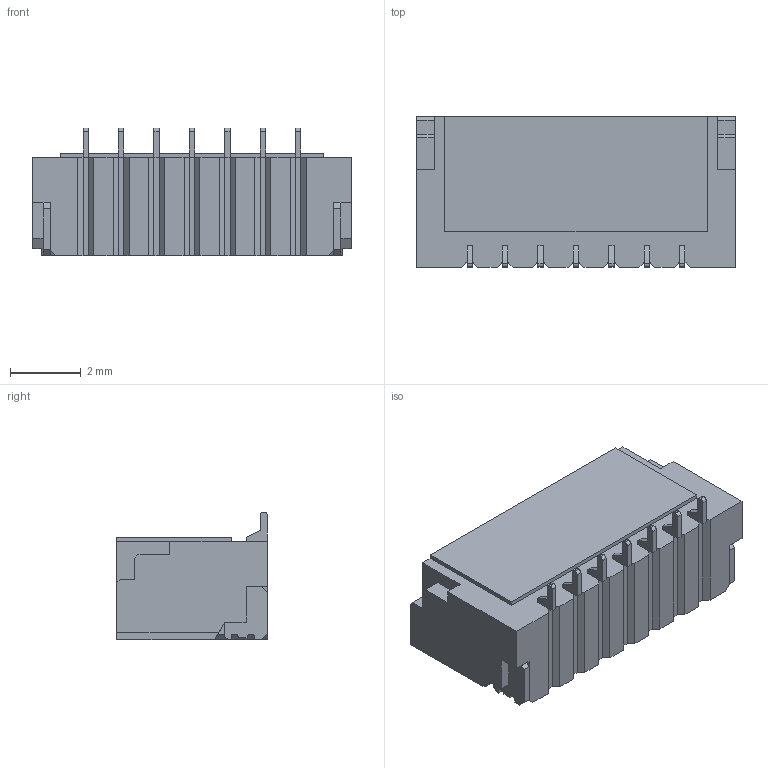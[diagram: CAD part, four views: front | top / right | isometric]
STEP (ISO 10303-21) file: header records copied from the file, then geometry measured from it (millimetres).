
FILE_DESCRIPTION (( 'STEP AP214' ), '1' );
FILE_NAME ('BM07B-SRSS-TB.STEP', '2023-11-15T19:32:31', ( '' ), ( '' ), 'SwSTEP 2.0', 'SolidWorks 2021', '' );
FILE_SCHEMA (( 'AUTOMOTIVE_DESIGN' ));
Length unit declared in the file: millimetre
Products named in the file (2): BM07B-SRSS-TB; BMxxB-SRSS-TB(LF)(SN)_07
Assembly tree (1 placements, depth 2):
  BM07B-SRSS-TB
    BMxxB-SRSS-TB(LF)(SN)_07
Bounding box: 9 x 4.25 x 3.6 mm (x, y, z)
Volume: 51.2 mm3; surface area: 294.8 mm2
Topology: 24 solids, 25 shells, 446 faces, 1098 edges, 718 vertices
Faces by surface type: plane 420, cylinder 26
Entity records: 13149 total; most frequent: CARTESIAN_POINT 2266, ORIENTED_EDGE 2196, DIRECTION 2050, EDGE_CURVE 1098, LINE 1046, VECTOR 1046, VERTEX_POINT 718, AXIS2_PLACEMENT_3D 502
